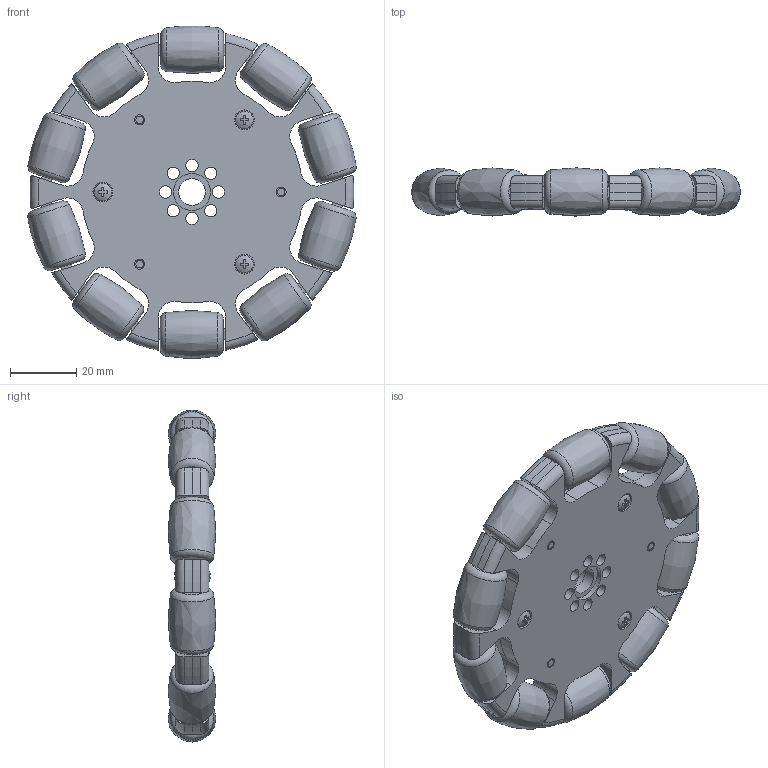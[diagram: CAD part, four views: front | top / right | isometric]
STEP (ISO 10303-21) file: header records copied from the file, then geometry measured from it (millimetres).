
FILE_DESCRIPTION(/* description */ (''),/* implementation_level */ '2;1');
FILE_NAME(/* name */ 'Tetrix_736466.iam.stp',/* time_stamp */ '2014-12-18T17:48:57-08:00',/* author */ ('Autodesk Inc.'),/* organization */ ('Autodesk Inc.'),/* preprocessor_version */ 'ST-DEVELOPER v15.6',/* originating_system */ 'Autodesk Inventor 2015',/* authorisation */ '');
FILE_SCHEMA (('AUTOMOTIVE_DESIGN { 1 0 10303 214 3 1 1 }'));
Length unit declared in the file: millimetre
Products named in the file (11): Tetrix_736466_Hub; Tetrix_736466_Roller_Axle; Tetrix_736466_Roller; Tetrix_736466_Bearing; Tetrix_731132_Roller_Axle; Tetrix_731132_Sub_Roller; TETRIX_731132_BEARING; Tetrix_731132_Roller; Tetrix_736466_Screw; Tetrix_736466
Assembly tree (26 placements, depth 3):
  Tetrix_736466
    Tetrix_736466_Hub  x2
    Tetrix_736466_Roller
      Tetrix_736466_Roller_Axle
      Tetrix_736466_Roller
      Tetrix_736466_Bearing  x2
    Tetrix_731132_Roller  x9
      Tetrix_731132_Roller_Axle
      Tetrix_731132_Sub_Roller
      TETRIX_731132_BEARING
    Tetrix_736466_Screw  x6
Bounding box: 99.47 x 14.46 x 100.53 mm (x, y, z)
Volume: 71177 mm3; surface area: 41998.6 mm2
Topology: 48 solids, 48 shells, 714 faces, 1788 edges, 1190 vertices
Faces by surface type: plane 462, cylinder 170, torus 46, cone 20, bspline 10, sphere 6
Full cylindrical faces by diameter (mm): 2.3 x6, 3 x36, 3.3 x16, 3.7 x16, 5.6 x6, 6 x6, 8.1 x2, 11.2 x2
Entity records: 7735 total; most frequent: CARTESIAN_POINT 1497, DIRECTION 1264, ORIENTED_EDGE 1166, EDGE_CURVE 583, AXIS2_PLACEMENT_3D 438, VERTEX_POINT 411, LINE 388, VECTOR 388
